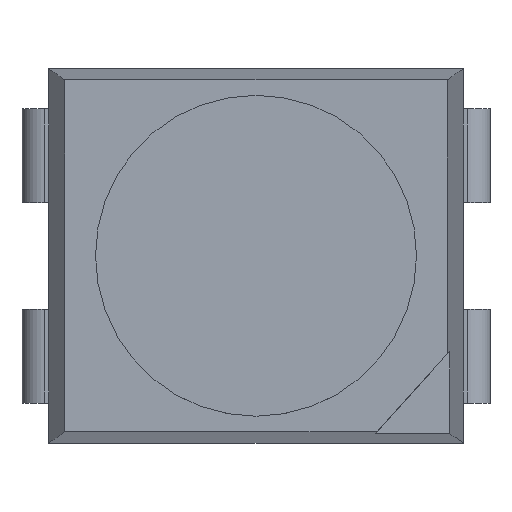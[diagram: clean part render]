
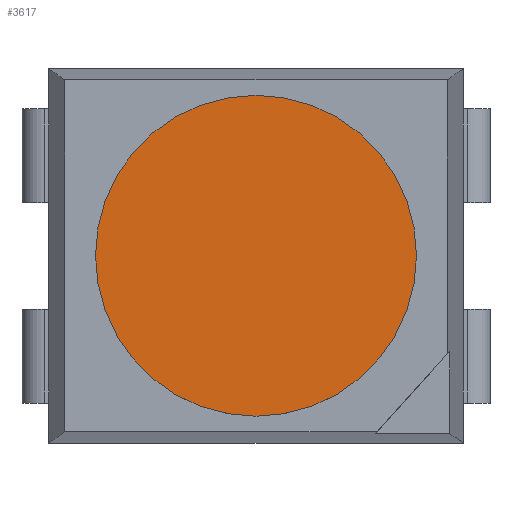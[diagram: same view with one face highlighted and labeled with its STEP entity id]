
A CAD part, top view. The second image highlights one B-rep face of the part: STEP entity #3617.
In plain terms, the highlighted planar face has unit normal (0, 0, 1).
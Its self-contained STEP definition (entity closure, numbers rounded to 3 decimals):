
#190 = EDGE_CURVE ( 'NONE', #4575, #2693, #1440, .T. ) ;
#505 = DIRECTION ( 'NONE',  ( 0., 0., 1. ) ) ;
#565 = ORIENTED_EDGE ( 'NONE', *, *, #190, .T. ) ;
#611 = FACE_OUTER_BOUND ( 'NONE', #1558, .T. ) ;
#667 = AXIS2_PLACEMENT_3D ( 'NONE', #2379, #505, #3903 ) ;
#1168 = CARTESIAN_POINT ( 'NONE',  ( 0., 0., 1.83 ) ) ;
#1440 = CIRCLE ( 'NONE', #2318, 1.2 ) ;
#1558 = EDGE_LOOP ( 'NONE', ( #4840, #565 ) ) ;
#1772 = CARTESIAN_POINT ( 'NONE',  ( 1.2, 0., 1.83 ) ) ;
#2159 = DIRECTION ( 'NONE',  ( 1., 0., 0. ) ) ;
#2180 = CARTESIAN_POINT ( 'NONE',  ( 0., 0., 1.83 ) ) ;
#2318 = AXIS2_PLACEMENT_3D ( 'NONE', #1168, #3102, #2159 ) ;
#2373 = CIRCLE ( 'NONE', #3078, 1.2 ) ;
#2379 = CARTESIAN_POINT ( 'NONE',  ( 0., 0., 1.83 ) ) ;
#2693 = VERTEX_POINT ( 'NONE', #2954 ) ;
#2908 = EDGE_CURVE ( 'NONE', #2693, #4575, #2373, .T. ) ;
#2954 = CARTESIAN_POINT ( 'NONE',  ( -1.2, 0., 1.83 ) ) ;
#3078 = AXIS2_PLACEMENT_3D ( 'NONE', #2180, #5634, #5655 ) ;
#3102 = DIRECTION ( 'NONE',  ( 0., 0., 1. ) ) ;
#3363 = PLANE ( 'NONE',  #667 ) ;
#3617 = ADVANCED_FACE ( 'NONE', ( #611 ), #3363, .T. ) ;
#3903 = DIRECTION ( 'NONE',  ( 1., 0., 0. ) ) ;
#4575 = VERTEX_POINT ( 'NONE', #1772 ) ;
#4840 = ORIENTED_EDGE ( 'NONE', *, *, #2908, .T. ) ;
#5634 = DIRECTION ( 'NONE',  ( 0., 0., 1. ) ) ;
#5655 = DIRECTION ( 'NONE',  ( 1., 0., 0. ) ) ;
